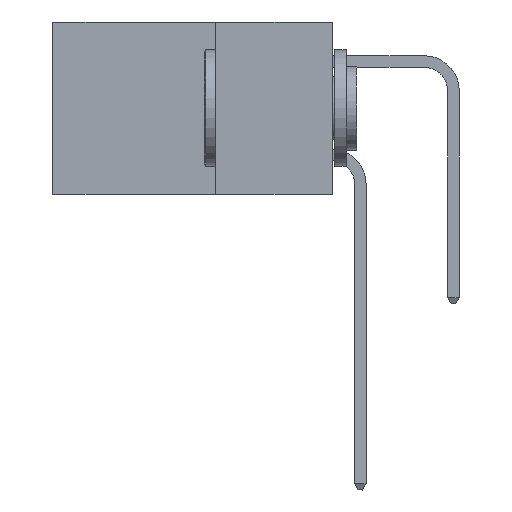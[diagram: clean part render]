
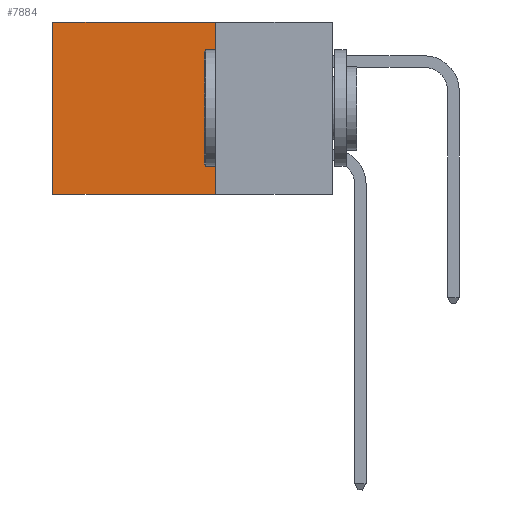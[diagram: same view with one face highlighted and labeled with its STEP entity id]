
A CAD part, left-side view. The second image highlights one B-rep face of the part: STEP entity #7884.
In plain terms, the highlighted planar face has unit normal (-1, 0, 0).
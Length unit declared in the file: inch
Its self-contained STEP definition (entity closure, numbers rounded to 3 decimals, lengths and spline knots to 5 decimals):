
#11 = EDGE_CURVE ( 'NONE', #4801, #13323, #4576, .T. ) ;
#158 = CARTESIAN_POINT ( 'NONE',  ( 0.298, 0.25, -0.37 ) ) ;
#1080 = CARTESIAN_POINT ( 'NONE',  ( 0.298, 0.6, 0. ) ) ;
#1096 = EDGE_CURVE ( 'NONE', #13553, #4801, #2788, .T. ) ;
#2269 = CARTESIAN_POINT ( 'NONE',  ( 0.298, 0.25, 0. ) ) ;
#2365 = ORIENTED_EDGE ( 'NONE', *, *, #12850, .T. ) ;
#2788 = LINE ( 'NONE', #14006, #9354 ) ;
#3352 = DIRECTION ( 'NONE',  ( 1., 0., 0. ) ) ;
#3372 = LINE ( 'NONE', #5029, #3762 ) ;
#3762 = VECTOR ( 'NONE', #8021, 39.37008 ) ;
#4085 = ORIENTED_EDGE ( 'NONE', *, *, #1096, .F. ) ;
#4576 = LINE ( 'NONE', #5516, #12156 ) ;
#4660 = CARTESIAN_POINT ( 'NONE',  ( 0.298, 0.6, -0.37 ) ) ;
#4801 = VERTEX_POINT ( 'NONE', #158 ) ;
#5029 = CARTESIAN_POINT ( 'NONE',  ( 0.298, 0.25, 0. ) ) ;
#5516 = CARTESIAN_POINT ( 'NONE',  ( 0.298, 0.25, -0.37 ) ) ;
#7884 = ADVANCED_FACE ( 'NONE', ( #9016 ), #10746, .F. ) ;
#8021 = DIRECTION ( 'NONE',  ( 0., 1., 0. ) ) ;
#8031 = DIRECTION ( 'NONE',  ( 0., 1., 0. ) ) ;
#8361 = ORIENTED_EDGE ( 'NONE', *, *, #11, .F. ) ;
#9016 = FACE_OUTER_BOUND ( 'NONE', #14366, .T. ) ;
#9354 = VECTOR ( 'NONE', #14057, 39.37008 ) ;
#10050 = AXIS2_PLACEMENT_3D ( 'NONE', #14119, #3352, #15454 ) ;
#10172 = LINE ( 'NONE', #1080, #12270 ) ;
#10326 = ORIENTED_EDGE ( 'NONE', *, *, #12753, .T. ) ;
#10670 = VERTEX_POINT ( 'NONE', #15085 ) ;
#10746 = PLANE ( 'NONE',  #10050 ) ;
#12156 = VECTOR ( 'NONE', #8031, 39.37008 ) ;
#12270 = VECTOR ( 'NONE', #14480, 39.37008 ) ;
#12753 = EDGE_CURVE ( 'NONE', #10670, #13323, #10172, .T. ) ;
#12850 = EDGE_CURVE ( 'NONE', #13553, #10670, #3372, .T. ) ;
#13323 = VERTEX_POINT ( 'NONE', #4660 ) ;
#13553 = VERTEX_POINT ( 'NONE', #2269 ) ;
#14006 = CARTESIAN_POINT ( 'NONE',  ( 0.298, 0.25, 0. ) ) ;
#14057 = DIRECTION ( 'NONE',  ( 0., 0., -1. ) ) ;
#14119 = CARTESIAN_POINT ( 'NONE',  ( 0.298, 0.25, 0. ) ) ;
#14366 = EDGE_LOOP ( 'NONE', ( #10326, #8361, #4085, #2365 ) ) ;
#14480 = DIRECTION ( 'NONE',  ( 0., 0., -1. ) ) ;
#15085 = CARTESIAN_POINT ( 'NONE',  ( 0.298, 0.6, 0. ) ) ;
#15454 = DIRECTION ( 'NONE',  ( 0., 0., -1. ) ) ;
